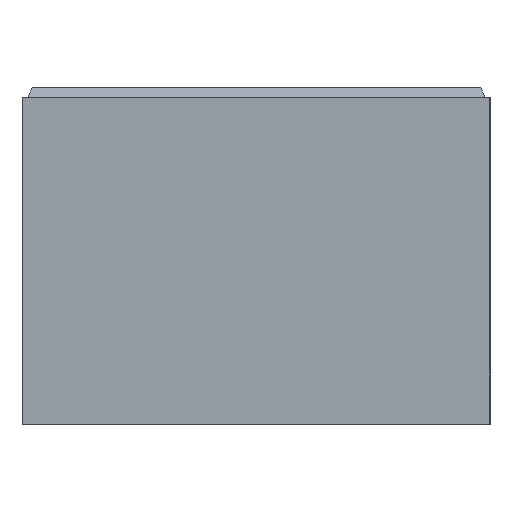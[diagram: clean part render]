
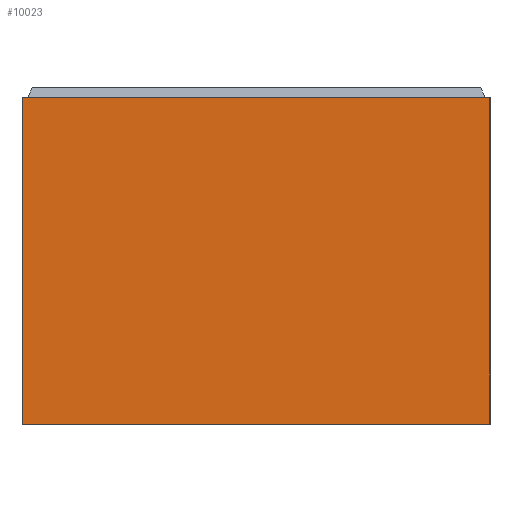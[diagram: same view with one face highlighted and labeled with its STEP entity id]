
A CAD part, left-side view. The second image highlights one B-rep face of the part: STEP entity #10023.
In plain terms, the highlighted planar face has unit normal (-1, 0, 0).
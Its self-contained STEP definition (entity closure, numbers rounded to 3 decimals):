
#386 = LINE ( 'NONE', #12367, #6692 ) ;
#1149 = AXIS2_PLACEMENT_3D ( 'NONE', #5834, #8813, #12965 ) ;
#1592 = DIRECTION ( 'NONE',  ( 0., -1., 0. ) ) ;
#1687 = ORIENTED_EDGE ( 'NONE', *, *, #6502, .T. ) ;
#1951 = DIRECTION ( 'NONE',  ( 0., 0., -1. ) ) ;
#2599 = VERTEX_POINT ( 'NONE', #9300 ) ;
#2999 = CARTESIAN_POINT ( 'NONE',  ( -0.5, 0.25, 0.35 ) ) ;
#3117 = EDGE_CURVE ( 'NONE', #6007, #5953, #11223, .T. ) ;
#3159 = VECTOR ( 'NONE', #8074, 1000. ) ;
#3270 = DIRECTION ( 'NONE',  ( 0., 0., -1. ) ) ;
#4313 = CARTESIAN_POINT ( 'NONE',  ( -0.5, 0.25, 0.35 ) ) ;
#4836 = CARTESIAN_POINT ( 'NONE',  ( -0.5, -0.25, 0.35 ) ) ;
#4901 = ORIENTED_EDGE ( 'NONE', *, *, #6670, .F. ) ;
#5834 = CARTESIAN_POINT ( 'NONE',  ( -0.5, -0.25, 0.35 ) ) ;
#5953 = VERTEX_POINT ( 'NONE', #4836 ) ;
#5993 = CARTESIAN_POINT ( 'NONE',  ( -0.5, -0.25, 0.35 ) ) ;
#6007 = VERTEX_POINT ( 'NONE', #4313 ) ;
#6236 = EDGE_LOOP ( 'NONE', ( #7618, #4901, #11146, #1687 ) ) ;
#6502 = EDGE_CURVE ( 'NONE', #6007, #2599, #8102, .T. ) ;
#6670 = EDGE_CURVE ( 'NONE', #5953, #11468, #386, .T. ) ;
#6692 = VECTOR ( 'NONE', #3270, 1000. ) ;
#7523 = CARTESIAN_POINT ( 'NONE',  ( -0.5, -0.25, 0. ) ) ;
#7618 = ORIENTED_EDGE ( 'NONE', *, *, #10538, .T. ) ;
#8074 = DIRECTION ( 'NONE',  ( 0., -1., 0. ) ) ;
#8102 = LINE ( 'NONE', #2999, #11466 ) ;
#8813 = DIRECTION ( 'NONE',  ( 1., 0., 0. ) ) ;
#8886 = PLANE ( 'NONE',  #1149 ) ;
#8947 = FACE_OUTER_BOUND ( 'NONE', #6236, .T. ) ;
#9300 = CARTESIAN_POINT ( 'NONE',  ( -0.5, 0.25, 0. ) ) ;
#9570 = CARTESIAN_POINT ( 'NONE',  ( -0.5, -0.25, 0. ) ) ;
#10023 = ADVANCED_FACE ( 'NONE', ( #8947 ), #8886, .F. ) ;
#10538 = EDGE_CURVE ( 'NONE', #2599, #11468, #11807, .T. ) ;
#10971 = VECTOR ( 'NONE', #1592, 1000. ) ;
#11146 = ORIENTED_EDGE ( 'NONE', *, *, #3117, .F. ) ;
#11223 = LINE ( 'NONE', #5993, #3159 ) ;
#11466 = VECTOR ( 'NONE', #1951, 1000. ) ;
#11468 = VERTEX_POINT ( 'NONE', #7523 ) ;
#11807 = LINE ( 'NONE', #9570, #10971 ) ;
#12367 = CARTESIAN_POINT ( 'NONE',  ( -0.5, -0.25, 0.35 ) ) ;
#12965 = DIRECTION ( 'NONE',  ( 0., 0., -1. ) ) ;
